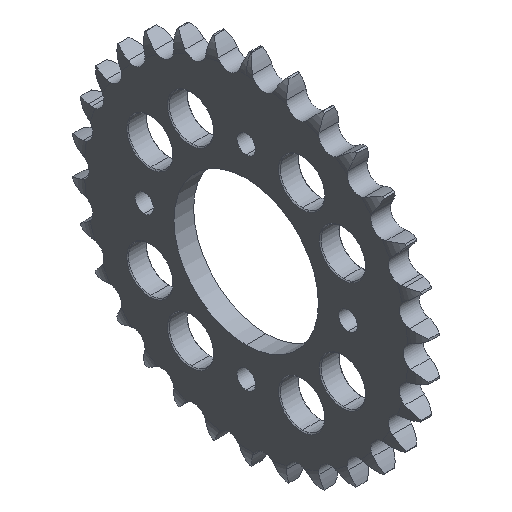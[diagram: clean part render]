
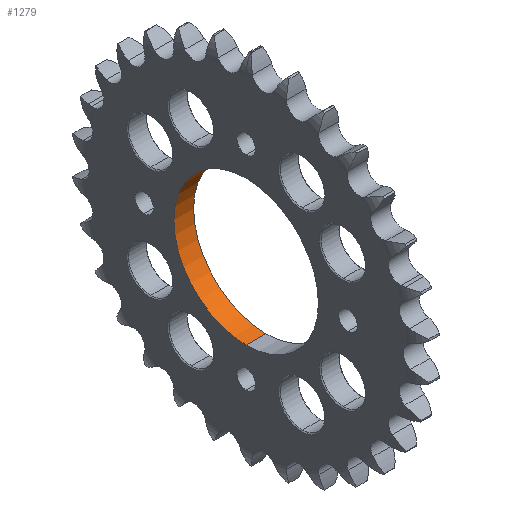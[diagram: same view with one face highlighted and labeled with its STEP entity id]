
A CAD part, isometric view. The second image highlights one B-rep face of the part: STEP entity #1279.
In plain terms, the highlighted cylindrical face has radius 19.5 mm (diameter 39 mm), a partial arc.
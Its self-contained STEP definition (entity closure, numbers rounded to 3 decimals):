
#95 = VERTEX_POINT ( 'NONE', #6305 ) ;
#210 = VECTOR ( 'NONE', #688, 1000. ) ;
#230 = CARTESIAN_POINT ( 'NONE',  ( 5.32, 0., -19.5 ) ) ;
#288 = LINE ( 'NONE', #760, #210 ) ;
#688 = DIRECTION ( 'NONE',  ( 1., 0., 0. ) ) ;
#760 = CARTESIAN_POINT ( 'NONE',  ( -4.68, 0., 19.5 ) ) ;
#1089 = EDGE_CURVE ( 'NONE', #8560, #95, #288, .T. ) ;
#1279 = ADVANCED_FACE ( 'NONE', ( #8577 ), #8541, .F. ) ;
#1499 = EDGE_CURVE ( 'NONE', #2340, #7384, #7206, .T. ) ;
#2340 = VERTEX_POINT ( 'NONE', #8290 ) ;
#3583 = EDGE_CURVE ( 'NONE', #7384, #95, #5303, .T. ) ;
#3931 = CARTESIAN_POINT ( 'NONE',  ( -4.68, 0., -19.5 ) ) ;
#4007 = DIRECTION ( 'NONE',  ( 1., 0., 0. ) ) ;
#5303 = CIRCLE ( 'NONE', #8066, 19.5 ) ;
#5900 = CARTESIAN_POINT ( 'NONE',  ( 0., 0., 19.5 ) ) ;
#5919 = ORIENTED_EDGE ( 'NONE', *, *, #1089, .F. ) ;
#5928 = ORIENTED_EDGE ( 'NONE', *, *, #6108, .F. ) ;
#5944 = ORIENTED_EDGE ( 'NONE', *, *, #1499, .T. ) ;
#6004 = CIRCLE ( 'NONE', #7473, 19.5 ) ;
#6011 = ORIENTED_EDGE ( 'NONE', *, *, #3583, .T. ) ;
#6108 = EDGE_CURVE ( 'NONE', #2340, #8560, #6004, .T. ) ;
#6305 = CARTESIAN_POINT ( 'NONE',  ( 5.32, 0., 19.5 ) ) ;
#6834 = VECTOR ( 'NONE', #4007, 1000. ) ;
#7145 = DIRECTION ( 'NONE',  ( 0., 0., -1. ) ) ;
#7170 = CARTESIAN_POINT ( 'NONE',  ( -4.68, 0., 0. ) ) ;
#7206 = LINE ( 'NONE', #3931, #6834 ) ;
#7366 = DIRECTION ( 'NONE',  ( 1., 0., 0. ) ) ;
#7384 = VERTEX_POINT ( 'NONE', #230 ) ;
#7473 = AXIS2_PLACEMENT_3D ( 'NONE', #8551, #8447, #8380 ) ;
#7724 = EDGE_LOOP ( 'NONE', ( #5919, #5928, #5944, #6011 ) ) ;
#7879 = DIRECTION ( 'NONE',  ( 0., 0., -1. ) ) ;
#7963 = DIRECTION ( 'NONE',  ( 1., 0., 0. ) ) ;
#8066 = AXIS2_PLACEMENT_3D ( 'NONE', #8153, #7963, #7879 ) ;
#8153 = CARTESIAN_POINT ( 'NONE',  ( 5.32, 0., 0. ) ) ;
#8290 = CARTESIAN_POINT ( 'NONE',  ( 0., 0., -19.5 ) ) ;
#8380 = DIRECTION ( 'NONE',  ( 0., 0., -1. ) ) ;
#8447 = DIRECTION ( 'NONE',  ( 1., 0., 0. ) ) ;
#8541 = CYLINDRICAL_SURFACE ( 'NONE', #9325, 19.5 ) ;
#8551 = CARTESIAN_POINT ( 'NONE',  ( 0., 0., 0. ) ) ;
#8560 = VERTEX_POINT ( 'NONE', #5900 ) ;
#8577 = FACE_OUTER_BOUND ( 'NONE', #7724, .T. ) ;
#9325 = AXIS2_PLACEMENT_3D ( 'NONE', #7170, #7366, #7145 ) ;
